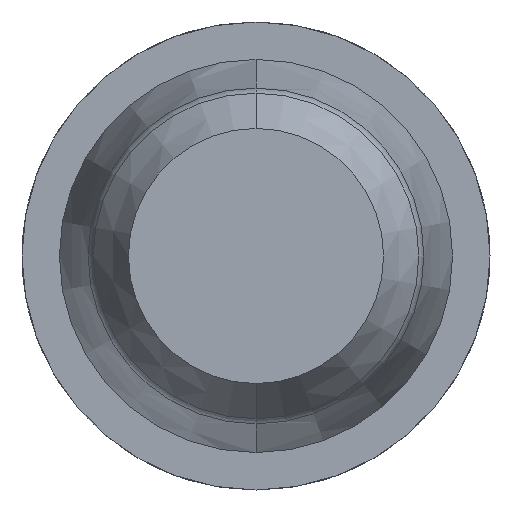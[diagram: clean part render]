
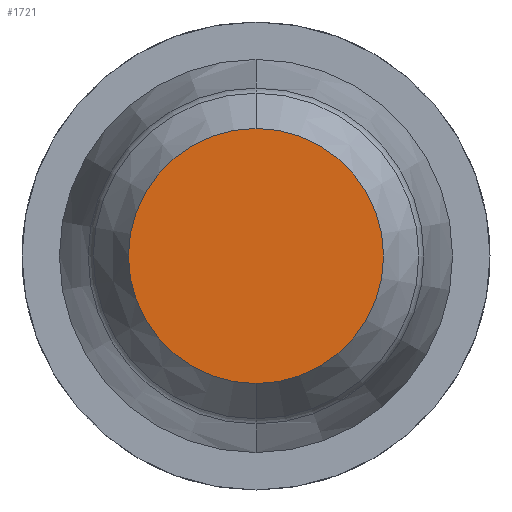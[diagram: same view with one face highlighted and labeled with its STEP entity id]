
A CAD part, front view. The second image highlights one B-rep face of the part: STEP entity #1721.
In plain terms, the highlighted planar face has unit normal (0, -1, 0).
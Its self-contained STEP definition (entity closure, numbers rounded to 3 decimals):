
#571 = DIRECTION ( 'NONE',  ( 0., 0., 1. ) ) ;
#597 = VERTEX_POINT ( 'NONE', #2307 ) ;
#705 = FACE_OUTER_BOUND ( 'NONE', #3476, .T. ) ;
#832 = EDGE_CURVE ( 'NONE', #597, #3003, #3286, .T. ) ;
#974 = CARTESIAN_POINT ( 'NONE',  ( 0., -30.5, 0.627 ) ) ;
#1262 = CIRCLE ( 'NONE', #1797, 0.627 ) ;
#1399 = CARTESIAN_POINT ( 'NONE',  ( 0., -30.5, 0. ) ) ;
#1675 = AXIS2_PLACEMENT_3D ( 'NONE', #1399, #2290, #571 ) ;
#1721 = ADVANCED_FACE ( 'NONE', ( #705 ), #3437, .F. ) ;
#1797 = AXIS2_PLACEMENT_3D ( 'NONE', #1825, #2712, #2693 ) ;
#1825 = CARTESIAN_POINT ( 'NONE',  ( 0., -30.5, 0. ) ) ;
#1899 = ORIENTED_EDGE ( 'NONE', *, *, #832, .F. ) ;
#2290 = DIRECTION ( 'NONE',  ( 0., 1., 0. ) ) ;
#2307 = CARTESIAN_POINT ( 'NONE',  ( 0., -30.5, -0.627 ) ) ;
#2385 = ORIENTED_EDGE ( 'NONE', *, *, #3555, .F. ) ;
#2579 = DIRECTION ( 'NONE',  ( 0., 1., 0. ) ) ;
#2593 = DIRECTION ( 'NONE',  ( 0., 0., 1. ) ) ;
#2693 = DIRECTION ( 'NONE',  ( 0., 0., 1. ) ) ;
#2712 = DIRECTION ( 'NONE',  ( 0., 1., 0. ) ) ;
#3003 = VERTEX_POINT ( 'NONE', #974 ) ;
#3204 = CARTESIAN_POINT ( 'NONE',  ( 0., -30.5, 0. ) ) ;
#3286 = CIRCLE ( 'NONE', #3550, 0.627 ) ;
#3437 = PLANE ( 'NONE',  #1675 ) ;
#3476 = EDGE_LOOP ( 'NONE', ( #2385, #1899 ) ) ;
#3550 = AXIS2_PLACEMENT_3D ( 'NONE', #3204, #2579, #2593 ) ;
#3555 = EDGE_CURVE ( 'NONE', #3003, #597, #1262, .T. ) ;
